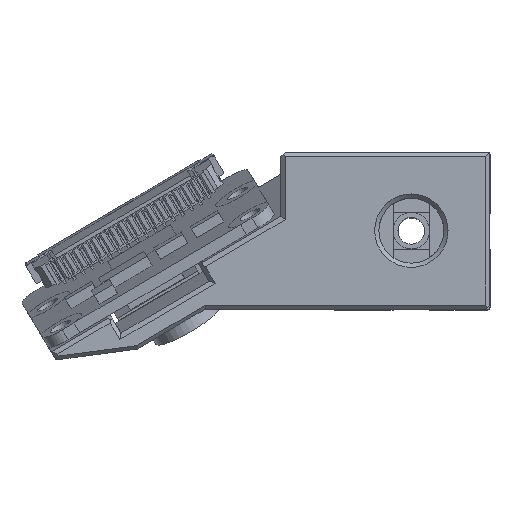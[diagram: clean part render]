
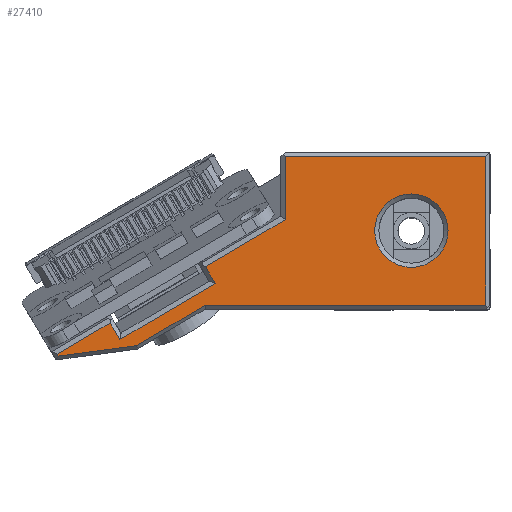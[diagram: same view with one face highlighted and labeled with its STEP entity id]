
A CAD part, top view. The second image highlights one B-rep face of the part: STEP entity #27410.
In plain terms, the highlighted planar face has unit normal (0, 0, 1).
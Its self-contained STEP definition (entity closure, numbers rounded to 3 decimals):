
#476=FACE_BOUND('',#3479,.T.);
#556=CIRCLE('',#28946,3.5);
#2018=FACE_OUTER_BOUND('',#3478,.T.);
#3478=EDGE_LOOP('',(#24121,#24122,#24123,#24124,#24125,#24126,#24127,#24128,
#24129,#24130,#24131,#24132));
#3479=EDGE_LOOP('',(#24133));
#6821=LINE('',#44128,#10365);
#6826=LINE('',#44137,#10370);
#6918=LINE('',#44322,#10462);
#6919=LINE('',#44324,#10463);
#6920=LINE('',#44326,#10464);
#6921=LINE('',#44327,#10465);
#6922=LINE('',#44329,#10466);
#6923=LINE('',#44331,#10467);
#6924=LINE('',#44333,#10468);
#6925=LINE('',#44335,#10469);
#6926=LINE('',#44337,#10470);
#6927=LINE('',#44338,#10471);
#10365=VECTOR('',#34825,10.);
#10370=VECTOR('',#34832,10.);
#10462=VECTOR('',#35008,10.);
#10463=VECTOR('',#35009,10.);
#10464=VECTOR('',#35010,10.);
#10465=VECTOR('',#35011,10.);
#10466=VECTOR('',#35012,10.);
#10467=VECTOR('',#35013,10.);
#10468=VECTOR('',#35014,10.);
#10469=VECTOR('',#35015,10.);
#10470=VECTOR('',#35016,10.);
#10471=VECTOR('',#35017,10.);
#12932=VERTEX_POINT('',#44125);
#12933=VERTEX_POINT('',#44127);
#12936=VERTEX_POINT('',#44135);
#12985=VERTEX_POINT('',#44316);
#12986=VERTEX_POINT('',#44320);
#12987=VERTEX_POINT('',#44321);
#12988=VERTEX_POINT('',#44323);
#12989=VERTEX_POINT('',#44325);
#12990=VERTEX_POINT('',#44328);
#12991=VERTEX_POINT('',#44330);
#12992=VERTEX_POINT('',#44332);
#12993=VERTEX_POINT('',#44334);
#12994=VERTEX_POINT('',#44336);
#16659=EDGE_CURVE('',#12932,#12933,#6821,.T.);
#16664=EDGE_CURVE('',#12936,#12932,#6826,.T.);
#16757=EDGE_CURVE('',#12985,#12985,#556,.T.);
#16758=EDGE_CURVE('',#12986,#12987,#6918,.T.);
#16759=EDGE_CURVE('',#12988,#12986,#6919,.T.);
#16760=EDGE_CURVE('',#12989,#12988,#6920,.T.);
#16761=EDGE_CURVE('',#12933,#12989,#6921,.T.);
#16762=EDGE_CURVE('',#12990,#12936,#6922,.T.);
#16763=EDGE_CURVE('',#12991,#12990,#6923,.T.);
#16764=EDGE_CURVE('',#12992,#12991,#6924,.T.);
#16765=EDGE_CURVE('',#12993,#12992,#6925,.T.);
#16766=EDGE_CURVE('',#12994,#12993,#6926,.T.);
#16767=EDGE_CURVE('',#12987,#12994,#6927,.T.);
#24121=ORIENTED_EDGE('',*,*,#16758,.F.);
#24122=ORIENTED_EDGE('',*,*,#16759,.F.);
#24123=ORIENTED_EDGE('',*,*,#16760,.F.);
#24124=ORIENTED_EDGE('',*,*,#16761,.F.);
#24125=ORIENTED_EDGE('',*,*,#16659,.F.);
#24126=ORIENTED_EDGE('',*,*,#16664,.F.);
#24127=ORIENTED_EDGE('',*,*,#16762,.F.);
#24128=ORIENTED_EDGE('',*,*,#16763,.F.);
#24129=ORIENTED_EDGE('',*,*,#16764,.F.);
#24130=ORIENTED_EDGE('',*,*,#16765,.F.);
#24131=ORIENTED_EDGE('',*,*,#16766,.F.);
#24132=ORIENTED_EDGE('',*,*,#16767,.F.);
#24133=ORIENTED_EDGE('',*,*,#16757,.F.);
#26079=PLANE('',#28947);
#27410=ADVANCED_FACE('',(#2018,#476),#26079,.T.);
#28946=AXIS2_PLACEMENT_3D('',#44318,#35004,#35005);
#28947=AXIS2_PLACEMENT_3D('',#44319,#35006,#35007);
#34825=DIRECTION('',(-1.,0.,0.));
#34832=DIRECTION('',(0.,-1.,0.));
#35004=DIRECTION('center_axis',(0.,0.,1.));
#35005=DIRECTION('ref_axis',(-1.,0.,0.));
#35006=DIRECTION('center_axis',(0.,0.,1.));
#35007=DIRECTION('ref_axis',(1.,0.,0.));
#35008=DIRECTION('',(0.862,0.508,0.));
#35009=DIRECTION('',(-0.508,0.862,0.));
#35010=DIRECTION('',(-0.991,-0.133,0.));
#35011=DIRECTION('',(-0.862,-0.508,0.));
#35012=DIRECTION('',(1.,0.,0.));
#35013=DIRECTION('',(0.,1.,0.));
#35014=DIRECTION('',(0.862,0.508,0.));
#35015=DIRECTION('',(-0.508,0.862,0.));
#35016=DIRECTION('',(0.862,0.508,0.));
#35017=DIRECTION('',(0.508,-0.862,0.));
#44125=CARTESIAN_POINT('',(37.02,-6.1,30.309));
#44127=CARTESIAN_POINT('',(10.275,-6.1,30.309));
#44128=CARTESIAN_POINT('',(26.172,-6.1,30.309));
#44135=CARTESIAN_POINT('',(37.02,8.1,30.309));
#44137=CARTESIAN_POINT('',(37.02,-2.75,30.309));
#44316=CARTESIAN_POINT('',(33.422,1.,30.309));
#44318=CARTESIAN_POINT('Origin',(29.922,1.,30.309));
#44319=CARTESIAN_POINT('Origin',(29.922,1.,30.309));
#44320=CARTESIAN_POINT('',(-3.856,-10.765,30.309));
#44321=CARTESIAN_POINT('',(1.19,-7.792,30.309));
#44322=CARTESIAN_POINT('',(16.032,0.95,30.309));
#44323=CARTESIAN_POINT('',(-3.738,-10.965,30.309));
#44324=CARTESIAN_POINT('',(-2.482,-13.097,30.309));
#44325=CARTESIAN_POINT('',(3.707,-9.968,30.309));
#44326=CARTESIAN_POINT('',(14.887,-8.472,30.309));
#44327=CARTESIAN_POINT('',(22.397,1.041,30.309));
#44328=CARTESIAN_POINT('',(17.881,8.1,30.309));
#44329=CARTESIAN_POINT('',(33.671,8.1,30.309));
#44330=CARTESIAN_POINT('',(17.881,2.04,30.309));
#44331=CARTESIAN_POINT('',(17.881,4.75,30.309));
#44332=CARTESIAN_POINT('',(10.282,-2.437,30.309));
#44333=CARTESIAN_POINT('',(16.032,0.95,30.309));
#44334=CARTESIAN_POINT('',(11.219,-4.029,30.309));
#44335=CARTESIAN_POINT('',(12.232,-5.748,30.309));
#44336=CARTESIAN_POINT('',(2.128,-9.384,30.309));
#44337=CARTESIAN_POINT('',(14.888,-1.868,30.309));
#44338=CARTESIAN_POINT('',(2.564,-10.125,30.309));
